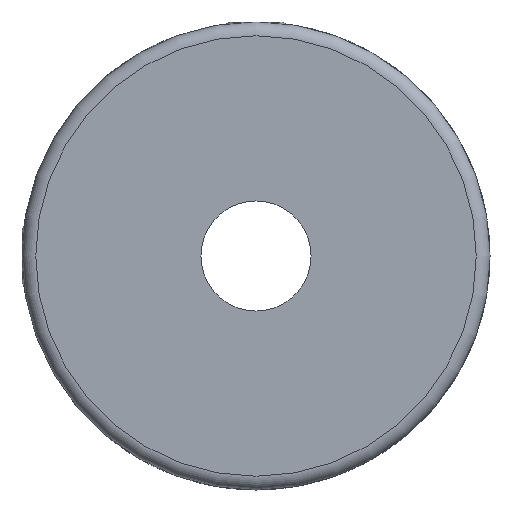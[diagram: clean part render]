
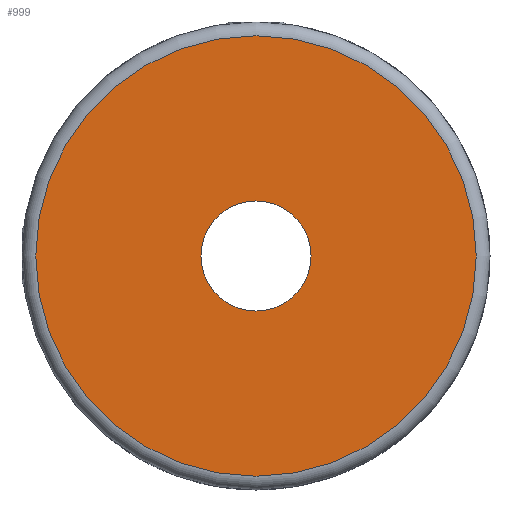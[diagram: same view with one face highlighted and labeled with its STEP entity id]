
A CAD part, left-side view. The second image highlights one B-rep face of the part: STEP entity #999.
In plain terms, the highlighted planar face has unit normal (-1, 0, 0).
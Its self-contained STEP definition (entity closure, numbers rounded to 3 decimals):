
#63=PLANE('',#1133);
#284=ORIENTED_EDGE('',*,*,#528,.T.);
#285=ORIENTED_EDGE('',*,*,#544,.F.);
#528=EDGE_CURVE('',#658,#658,#748,.T.);
#544=EDGE_CURVE('',#674,#674,#752,.T.);
#658=VERTEX_POINT('',#1578);
#674=VERTEX_POINT('',#1656);
#748=CIRCLE('',#1124,4.);
#752=CIRCLE('',#1134,16.);
#789=EDGE_LOOP('',(#284));
#790=EDGE_LOOP('',(#285));
#889=FACE_BOUND('',#789,.T.);
#890=FACE_BOUND('',#790,.T.);
#999=ADVANCED_FACE('',(#889,#890),#63,.T.);
#1124=AXIS2_PLACEMENT_3D('',#1577,#1253,#1254);
#1133=AXIS2_PLACEMENT_3D('',#1654,#1273,#1274);
#1134=AXIS2_PLACEMENT_3D('',#1655,#1275,#1276);
#1253=DIRECTION('',(1.,0.,0.));
#1254=DIRECTION('',(0.,0.,-1.));
#1273=DIRECTION('',(-1.,0.,0.));
#1274=DIRECTION('',(0.,0.,1.));
#1275=DIRECTION('',(1.,0.,0.));
#1276=DIRECTION('',(0.,0.,-1.));
#1577=CARTESIAN_POINT('',(0.,0.,0.));
#1578=CARTESIAN_POINT('',(0.,0.,-4.));
#1654=CARTESIAN_POINT('',(0.,16.,0.));
#1655=CARTESIAN_POINT('',(0.,0.,0.));
#1656=CARTESIAN_POINT('',(0.,0.,-16.));
